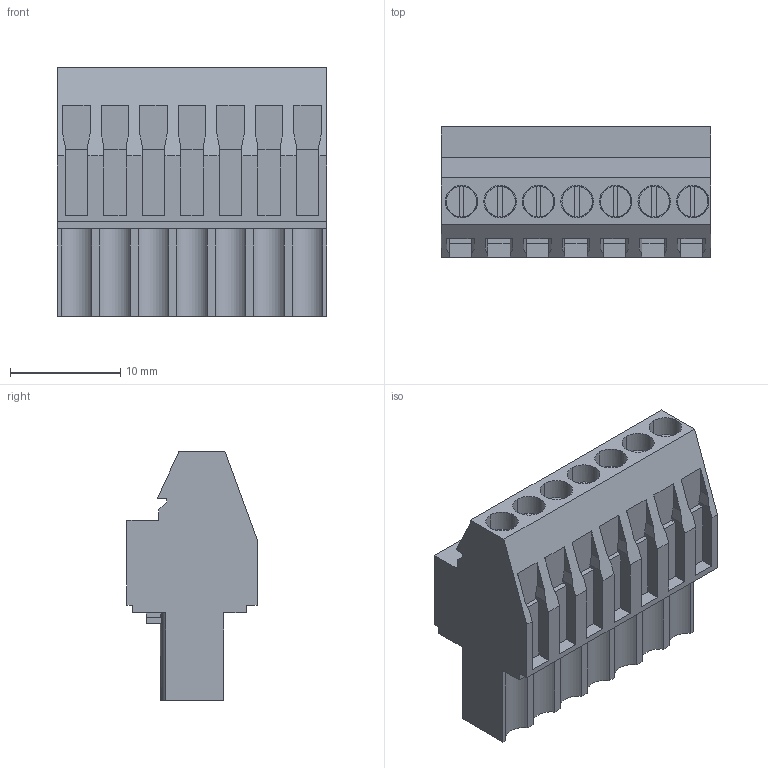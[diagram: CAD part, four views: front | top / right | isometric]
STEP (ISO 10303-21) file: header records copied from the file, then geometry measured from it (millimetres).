
FILE_DESCRIPTION(('CATIA V5 STEP Exchange','CAx-IF Rec.Pracs.--- Model Styling and Organization---1.2---2011-12-15'),'2;1');
FILE_NAME ('D1454011_0_1638600000_1638600000.stp','2017-04-18T07:19:16+00:00',('none'),('Weidmueller'),'CATIA Version 5-6 Release 2014','CATIA V5 STEP AP214','none');
FILE_SCHEMA(('AUTOMOTIVE_DESIGN { 1 0 10303 214 1 1 1 1 }'));
Length unit declared in the file: millimetre
Products named in the file (1): 1638600000
Bounding box: 24.5 x 11.83 x 22.6 mm (x, y, z)
Volume: 3769.1 mm3; surface area: 3042.9 mm2
Topology: 8 solids, 8 shells, 414 faces, 1140 edges, 770 vertices
Faces by surface type: plane 358, cylinder 56
Entity records: 12401 total; most frequent: CARTESIAN_POINT 2289, ORIENTED_EDGE 2280, DIRECTION 1714, EDGE_CURVE 1140, VECTOR 958, LINE 958, VERTEX_POINT 770, AXIS2_PLACEMENT_3D 463
